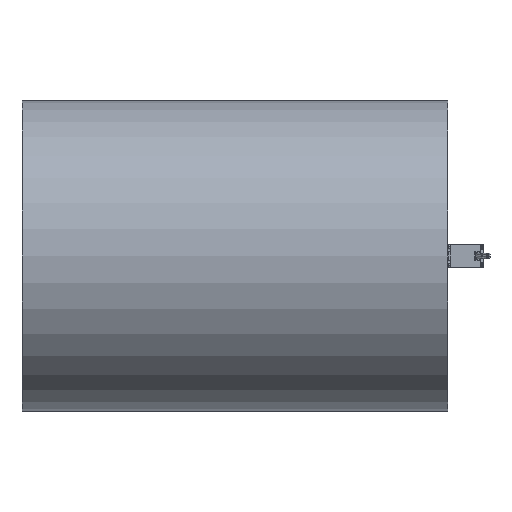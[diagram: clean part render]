
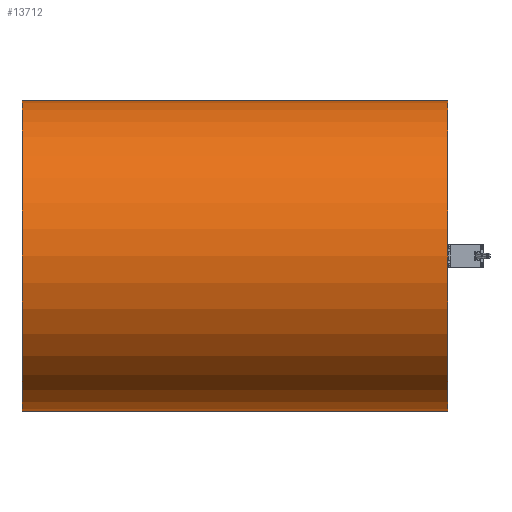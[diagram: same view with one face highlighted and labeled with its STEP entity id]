
A CAD part, left-side view. The second image highlights one B-rep face of the part: STEP entity #13712.
In plain terms, the highlighted cylindrical face has radius 132 mm (diameter 264 mm), a partial arc.
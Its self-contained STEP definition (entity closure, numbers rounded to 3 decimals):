
#136 = VERTEX_POINT ( 'NONE', #13544 ) ;
#162 = LINE ( 'NONE', #5427, #13161 ) ;
#203 = VERTEX_POINT ( 'NONE', #4821 ) ;
#1197 = DIRECTION ( 'NONE',  ( 0., -1., 0. ) ) ;
#1313 = DIRECTION ( 'NONE',  ( 0., 0., -1. ) ) ;
#3061 = VECTOR ( 'NONE', #4524, 1000. ) ;
#3506 = AXIS2_PLACEMENT_3D ( 'NONE', #16781, #1197, #1313 ) ;
#3714 = VERTEX_POINT ( 'NONE', #14096 ) ;
#4181 = CARTESIAN_POINT ( 'NONE',  ( 0., 355.6, 132. ) ) ;
#4402 = EDGE_LOOP ( 'NONE', ( #20710, #22043, #11215, #5255 ) ) ;
#4524 = DIRECTION ( 'NONE',  ( 0., -1., 0. ) ) ;
#4821 = CARTESIAN_POINT ( 'NONE',  ( 0., -7., 132. ) ) ;
#5255 = ORIENTED_EDGE ( 'NONE', *, *, #9045, .F. ) ;
#5306 = DIRECTION ( 'NONE',  ( 0., -1., 0. ) ) ;
#5427 = CARTESIAN_POINT ( 'NONE',  ( 0., 355.6, 132. ) ) ;
#5443 = LINE ( 'NONE', #12346, #3061 ) ;
#5682 = EDGE_CURVE ( 'NONE', #3714, #10656, #19439, .T. ) ;
#8805 = DIRECTION ( 'NONE',  ( 0., -1., 0. ) ) ;
#9045 = EDGE_CURVE ( 'NONE', #203, #136, #13244, .T. ) ;
#10295 = DIRECTION ( 'NONE',  ( 0., 1., 0. ) ) ;
#10656 = VERTEX_POINT ( 'NONE', #4181 ) ;
#11215 = ORIENTED_EDGE ( 'NONE', *, *, #11496, .T. ) ;
#11496 = EDGE_CURVE ( 'NONE', #3714, #136, #5443, .T. ) ;
#12346 = CARTESIAN_POINT ( 'NONE',  ( 0., 355.6, -132. ) ) ;
#12432 = CARTESIAN_POINT ( 'NONE',  ( 0., 355.6, 0. ) ) ;
#13161 = VECTOR ( 'NONE', #8805, 1000. ) ;
#13244 = CIRCLE ( 'NONE', #3506, 132. ) ;
#13544 = CARTESIAN_POINT ( 'NONE',  ( 0., -7., -132. ) ) ;
#13712 = ADVANCED_FACE ( 'NONE', ( #20809 ), #17869, .T. ) ;
#14028 = AXIS2_PLACEMENT_3D ( 'NONE', #18912, #10295, #14070 ) ;
#14070 = DIRECTION ( 'NONE',  ( 0., 0., 1. ) ) ;
#14096 = CARTESIAN_POINT ( 'NONE',  ( 0., 355.6, -132. ) ) ;
#15960 = DIRECTION ( 'NONE',  ( 0., 0., -1. ) ) ;
#16781 = CARTESIAN_POINT ( 'NONE',  ( 0., -7., 0. ) ) ;
#17391 = EDGE_CURVE ( 'NONE', #10656, #203, #162, .T. ) ;
#17869 = CYLINDRICAL_SURFACE ( 'NONE', #18261, 132. ) ;
#18261 = AXIS2_PLACEMENT_3D ( 'NONE', #12432, #5306, #15960 ) ;
#18912 = CARTESIAN_POINT ( 'NONE',  ( 0., 355.6, 0. ) ) ;
#19439 = CIRCLE ( 'NONE', #14028, 132. ) ;
#20710 = ORIENTED_EDGE ( 'NONE', *, *, #17391, .F. ) ;
#20809 = FACE_OUTER_BOUND ( 'NONE', #4402, .T. ) ;
#22043 = ORIENTED_EDGE ( 'NONE', *, *, #5682, .F. ) ;
